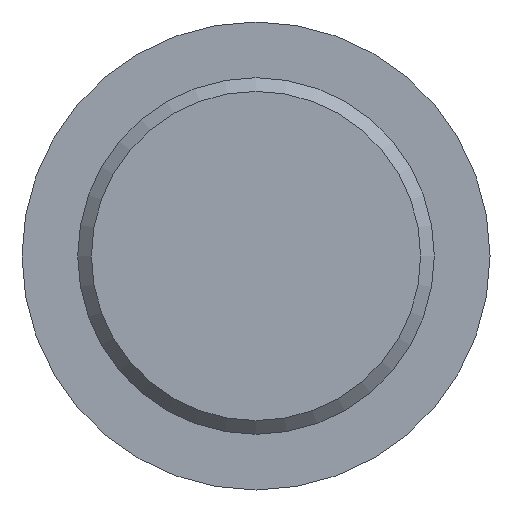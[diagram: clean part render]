
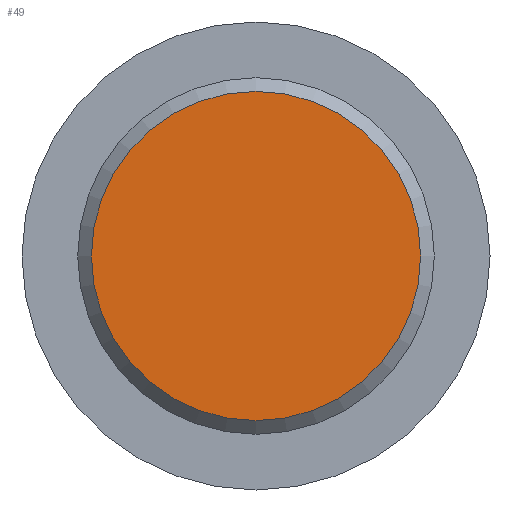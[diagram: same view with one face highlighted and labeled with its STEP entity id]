
A CAD part, front view. The second image highlights one B-rep face of the part: STEP entity #49.
In plain terms, the highlighted planar face has unit normal (0, -1, 0).
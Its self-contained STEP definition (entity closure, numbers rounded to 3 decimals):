
#49 = ADVANCED_FACE( '', ( #110 ), #111, .F. );
#110 = FACE_OUTER_BOUND( '', #187, .T. );
#111 = PLANE( '', #188 );
#187 = EDGE_LOOP( '', ( #269 ) );
#188 = AXIS2_PLACEMENT_3D( '', #270, #271, #272 );
#269 = ORIENTED_EDGE( '', *, *, #420, .T. );
#270 = CARTESIAN_POINT( '', ( 7.387, -12., 0. ) );
#271 = DIRECTION( '', ( 0., 1., 0. ) );
#272 = DIRECTION( '', ( 0., 0., 1. ) );
#420 = EDGE_CURVE( '', #485, #485, #486, .T. );
#485 = VERTEX_POINT( '', #580 );
#486 = CIRCLE( '', #581, 7.387 );
#580 = CARTESIAN_POINT( '', ( 0., -12., -7.387 ) );
#581 = AXIS2_PLACEMENT_3D( '', #735, #736, #737 );
#735 = CARTESIAN_POINT( '', ( 0., -12., 0. ) );
#736 = DIRECTION( '', ( 0., -1., 0. ) );
#737 = DIRECTION( '', ( 0., 0., -1. ) );
